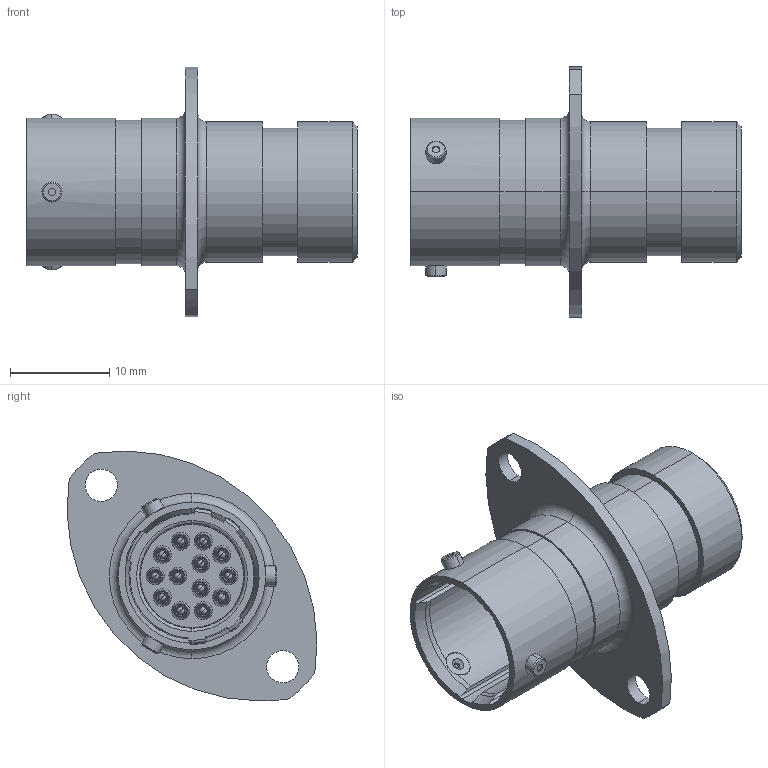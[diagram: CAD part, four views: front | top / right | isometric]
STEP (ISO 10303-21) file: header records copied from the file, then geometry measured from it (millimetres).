
FILE_DESCRIPTION (( 'STEP AP214' ), '1' );
FILE_NAME ('AS010-35PC.STEP', '2013-05-15T10:37:30', ( 'TE Connectivity' ), ( 'TE Connectivity' ), 'SwSTEP 2.0', 'SolidWorks 2011', '' );
FILE_SCHEMA (( 'AUTOMOTIVE_DESIGN' ));
Length unit declared in the file: inch
Products named in the file (1): AS010-35PC
Bounding box: 33.31 x 25.2 x 25.21 mm (x, y, z)
Volume: 3494.6 mm3; surface area: 6192 mm2
Topology: 22 solids, 22 shells, 1049 faces, 2187 edges, 1243 vertices
Faces by surface type: torus 440, cylinder 309, cone 156, plane 128, sphere 16
Entity records: 42277 total; most frequent: DIRECTION 5862, CARTESIAN_POINT 4843, ORIENTED_EDGE 4346, AXIS2_PLACEMENT_3D 2691, EDGE_CURVE 2173, CIRCLE 1641, VERTEX_POINT 1239, EDGE_LOOP 1188
